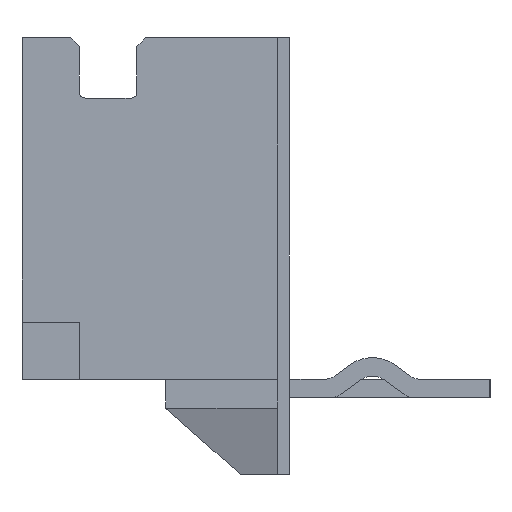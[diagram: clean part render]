
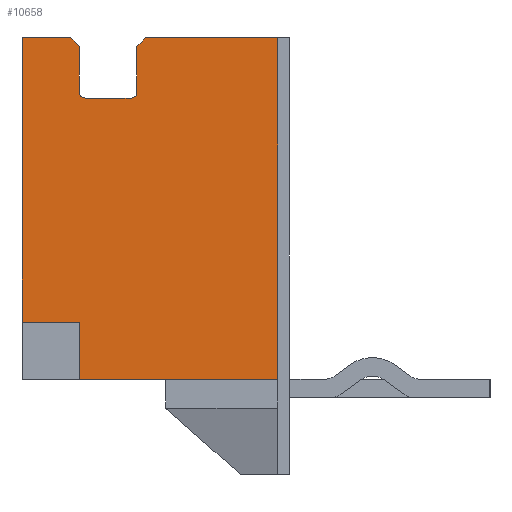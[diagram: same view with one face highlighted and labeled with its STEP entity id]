
A CAD part, left-side view. The second image highlights one B-rep face of the part: STEP entity #10658.
In plain terms, the highlighted planar face has unit normal (-1, 0, 0).
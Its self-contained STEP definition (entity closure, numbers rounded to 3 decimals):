
#399=DIRECTION('',(0.,0.707,-0.707));
#400=VECTOR('',#399,0.212);
#401=CARTESIAN_POINT('',(-10.,0.175,3.8));
#402=LINE('',#401,#400);
#407=DIRECTION('',(0.,-1.,0.));
#408=VECTOR('',#407,0.85);
#409=CARTESIAN_POINT('',(-10.,2.325,3.8));
#410=LINE('',#409,#408);
#427=DIRECTION('',(0.,-1.,0.));
#428=VECTOR('',#427,2.3);
#429=CARTESIAN_POINT('',(-10.,0.175,3.8));
#430=LINE('',#429,#428);
#595=DIRECTION('',(0.,-0.707,-0.707));
#596=VECTOR('',#595,0.212);
#597=CARTESIAN_POINT('',(-10.,1.475,3.8));
#598=LINE('',#597,#596);
#2845=DIRECTION('',(0.,0.,1.));
#2846=VECTOR('',#2845,1.);
#2847=CARTESIAN_POINT('',(-10.,1.325,-2.15));
#2848=LINE('',#2847,#2846);
#2849=DIRECTION('',(0.,-1.,0.));
#2850=VECTOR('',#2849,1.);
#2851=CARTESIAN_POINT('',(-10.,2.325,-1.15));
#2852=LINE('',#2851,#2850);
#2853=DIRECTION('',(0.,0.,1.));
#2854=VECTOR('',#2853,4.95);
#2855=CARTESIAN_POINT('',(-10.,2.325,-1.15));
#2856=LINE('',#2855,#2854);
#2857=DIRECTION('',(0.,0.,-1.));
#2858=VECTOR('',#2857,0.8);
#2859=CARTESIAN_POINT('',(-10.,1.325,3.65));
#2860=LINE('',#2859,#2858);
#2861=CARTESIAN_POINT('',(-10.,1.225,2.85));
#2862=DIRECTION('',(1.,0.,0.));
#2863=DIRECTION('',(0.,0.,-1.));
#2864=AXIS2_PLACEMENT_3D('',#2861,#2862,#2863);
#2866=DIRECTION('',(0.,1.,0.));
#2867=VECTOR('',#2866,0.8);
#2868=CARTESIAN_POINT('',(-10.,0.425,2.75));
#2869=LINE('',#2868,#2867);
#2870=CARTESIAN_POINT('',(-10.,0.425,2.85));
#2871=DIRECTION('',(1.,0.,0.));
#2872=DIRECTION('',(0.,-1.,0.));
#2873=AXIS2_PLACEMENT_3D('',#2870,#2871,#2872);
#2875=DIRECTION('',(0.,0.,-1.));
#2876=VECTOR('',#2875,0.8);
#2877=CARTESIAN_POINT('',(-10.,0.325,3.65));
#2878=LINE('',#2877,#2876);
#2879=DIRECTION('',(0.,0.,1.));
#2880=VECTOR('',#2879,5.95);
#2881=CARTESIAN_POINT('',(-10.,-2.125,-2.15));
#2882=LINE('',#2881,#2880);
#2895=DIRECTION('',(0.,-1.,0.));
#2896=VECTOR('',#2895,3.45);
#2897=CARTESIAN_POINT('',(-10.,1.325,-2.15));
#2898=LINE('',#2897,#2896);
#5038=CARTESIAN_POINT('',(-10.,2.325,3.8));
#5040=VERTEX_POINT('',#5038);
#5045=CARTESIAN_POINT('',(-10.,0.325,2.85));
#5046=CARTESIAN_POINT('',(-10.,0.425,2.75));
#5047=VERTEX_POINT('',#5045);
#5048=VERTEX_POINT('',#5046);
#5049=CARTESIAN_POINT('',(-10.,1.225,2.75));
#5050=VERTEX_POINT('',#5049);
#5051=CARTESIAN_POINT('',(-10.,1.325,2.85));
#5052=VERTEX_POINT('',#5051);
#5085=CARTESIAN_POINT('',(-10.,1.475,3.8));
#5086=VERTEX_POINT('',#5085);
#5087=CARTESIAN_POINT('',(-10.,1.325,3.65));
#5088=VERTEX_POINT('',#5087);
#5101=CARTESIAN_POINT('',(-10.,0.175,3.8));
#5103=VERTEX_POINT('',#5101);
#5105=CARTESIAN_POINT('',(-10.,0.325,3.65));
#5107=VERTEX_POINT('',#5105);
#5917=CARTESIAN_POINT('',(-10.,1.325,-2.15));
#5918=CARTESIAN_POINT('',(-10.,1.325,-1.15));
#5919=VERTEX_POINT('',#5917);
#5920=VERTEX_POINT('',#5918);
#5921=CARTESIAN_POINT('',(-10.,2.325,-1.15));
#5922=VERTEX_POINT('',#5921);
#5929=CARTESIAN_POINT('',(-10.,-2.125,-2.15));
#5930=VERTEX_POINT('',#5929);
#6317=CARTESIAN_POINT('',(-10.,-2.125,3.8));
#6318=VERTEX_POINT('',#6317);
#10630=CARTESIAN_POINT('',(-10.,2.325,-3.8));
#10631=DIRECTION('',(-1.,0.,0.));
#10632=DIRECTION('',(0.,-1.,0.));
#10633=AXIS2_PLACEMENT_3D('',#10630,#10631,#10632);
#10634=PLANE('',#10633);
#10636=ORIENTED_EDGE('',*,*,#10635,.T.);
#10638=ORIENTED_EDGE('',*,*,#10637,.F.);
#10640=ORIENTED_EDGE('',*,*,#10639,.T.);
#10641=ORIENTED_EDGE('',*,*,#7022,.T.);
#10642=ORIENTED_EDGE('',*,*,#7158,.T.);
#10643=ORIENTED_EDGE('',*,*,#7256,.T.);
#10644=ORIENTED_EDGE('',*,*,#10608,.F.);
#10646=ORIENTED_EDGE('',*,*,#10645,.F.);
#10648=ORIENTED_EDGE('',*,*,#10647,.F.);
#10649=ORIENTED_EDGE('',*,*,#6976,.F.);
#10650=ORIENTED_EDGE('',*,*,#7007,.F.);
#10651=ORIENTED_EDGE('',*,*,#7051,.T.);
#10653=ORIENTED_EDGE('',*,*,#10652,.F.);
#10655=ORIENTED_EDGE('',*,*,#10654,.F.);
#10656=EDGE_LOOP('',(#10636,#10638,#10640,#10641,#10642,#10643,#10644,#10646,
#10648,#10649,#10650,#10651,#10653,#10655));
#10657=FACE_OUTER_BOUND('',#10656,.F.);
#10658=ADVANCED_FACE('',(#10657),#10634,.T.);
#2865=CIRCLE('',#2864,0.1);
#2874=CIRCLE('',#2873,0.1);
#6976=EDGE_CURVE('',#5107,#5047,#2878,.T.);
#7007=EDGE_CURVE('',#5103,#5107,#402,.T.);
#7022=EDGE_CURVE('',#5040,#5086,#410,.T.);
#7051=EDGE_CURVE('',#5103,#6318,#430,.T.);
#7158=EDGE_CURVE('',#5086,#5088,#598,.T.);
#7256=EDGE_CURVE('',#5088,#5052,#2860,.T.);
#10608=EDGE_CURVE('',#5050,#5052,#2865,.T.);
#10635=EDGE_CURVE('',#5919,#5920,#2848,.T.);
#10637=EDGE_CURVE('',#5922,#5920,#2852,.T.);
#10639=EDGE_CURVE('',#5922,#5040,#2856,.T.);
#10645=EDGE_CURVE('',#5048,#5050,#2869,.T.);
#10647=EDGE_CURVE('',#5047,#5048,#2874,.T.);
#10652=EDGE_CURVE('',#5930,#6318,#2882,.T.);
#10654=EDGE_CURVE('',#5919,#5930,#2898,.T.);
